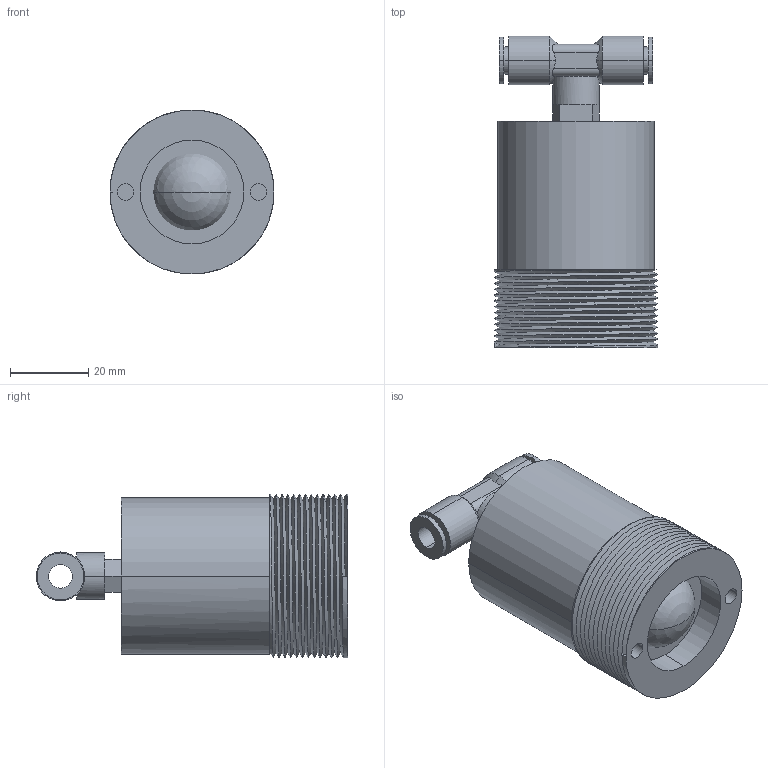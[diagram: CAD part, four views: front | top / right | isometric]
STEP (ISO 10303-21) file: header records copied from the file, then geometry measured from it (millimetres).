
FILE_DESCRIPTION((''),'2;1');
FILE_NAME('PB525_ASM','2020-02-12T',('Adam Harley'),(''),'PRO/ENGINEER BY PARAMETRIC TECHNOLOGY CORPORATION, 2013320','PRO/ENGINEER BY PARAMETRIC TECHNOLOGY CORPORATION, 2013320','');
FILE_SCHEMA(('CONFIG_CONTROL_DESIGN'));
Length unit declared in the file: millimetre
Products named in the file (4): PB525; 22BALL; TC7; PB525_ASM
Assembly tree (3 placements, depth 2):
  PB525_ASM
    PB525
    22BALL
    TC7
Bounding box: 42 x 79.85 x 42 mm (x, y, z)
Volume: 79300.3 mm3; surface area: 18302.3 mm2
Topology: 3 solids, 3 shells, 93 faces, 238 edges, 158 vertices
Faces by surface type: plane 40, cylinder 39, bspline 8, cone 4, sphere 2
Entity records: 6247 total; most frequent: CARTESIAN_POINT 3969, ORIENTED_EDGE 468, DIRECTION 431, EDGE_CURVE 234, AXIS2_PLACEMENT_3D 172, VERTEX_POINT 158, EDGE_LOOP 106, FACE_OUTER_BOUND 93
